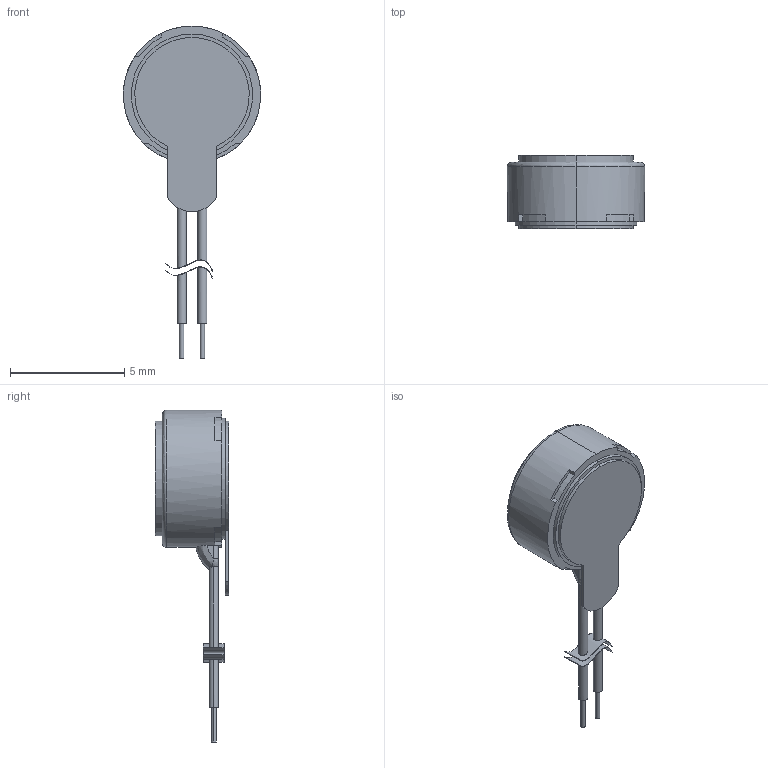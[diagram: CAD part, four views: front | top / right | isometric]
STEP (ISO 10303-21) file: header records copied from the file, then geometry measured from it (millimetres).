
FILE_DESCRIPTION (( 'STEP AP214' ), '1' );
FILE_NAME ('HD-LA0503-LW28.STEP', '2025-01-23T07:50:14', ( '' ), ( '' ), 'SwSTEP 2.0', 'SolidWorks 2021', '' );
FILE_SCHEMA (( 'AUTOMOTIVE_DESIGN' ));
Length unit declared in the file: millimetre
Products named in the file (1): HD-LA0503-LW28
Bounding box: 6 x 3.2 x 14.5 mm (x, y, z)
Volume: 88.7 mm3; surface area: 280.2 mm2
Topology: 13 solids, 13 shells, 88 faces, 182 edges, 120 vertices
Faces by surface type: plane 39, cylinder 31, bspline 18
Entity records: 2838 total; most frequent: CARTESIAN_POINT 905, ORIENTED_EDGE 364, DIRECTION 340, EDGE_CURVE 182, AXIS2_PLACEMENT_3D 128, VERTEX_POINT 120, EDGE_LOOP 88, ADVANCED_FACE 88
